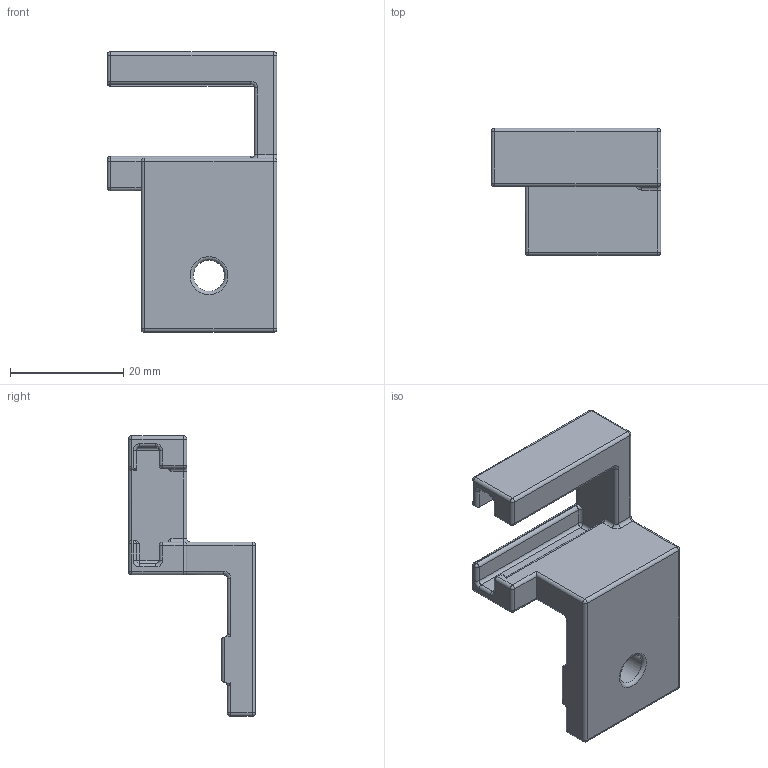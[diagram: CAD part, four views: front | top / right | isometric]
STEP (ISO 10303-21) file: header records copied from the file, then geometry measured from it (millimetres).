
FILE_DESCRIPTION(/* description */ (''),/* implementation_level */ '2;1');
FILE_NAME(/* name */ 'B-Probe_Dock_Hemera_Front-R.stp',/* time_stamp */ '2020-11-23T17:53:13-08:00',/* author */ (''),/* organization */ (''),/* preprocessor_version */ 'ST-DEVELOPER v18.1',/* originating_system */ 'Autodesk Translation Framework v9.3.0.1241',/* authorisation */ '');
FILE_SCHEMA (('AUTOMOTIVE_DESIGN { 1 0 10303 214 3 1 1 }'));
Length unit declared in the file: millimetre
Products named in the file (1): Probe Dock
Bounding box: 30 x 22.45 x 49.6 mm (x, y, z)
Volume: 7776.9 mm3; surface area: 4961.5 mm2
Topology: 1 solids, 1 shells, 141 faces, 312 edges, 173 vertices
Faces by surface type: cylinder 73, plane 29, sphere 21, torus 14, bspline 4
Full cylindrical faces by diameter (mm): 5.5 x1
Entity records: 4150 total; most frequent: CARTESIAN_POINT 978, DIRECTION 708, ORIENTED_EDGE 624, EDGE_CURVE 312, AXIS2_PLACEMENT_3D 277, VERTEX_POINT 173, LINE 154, VECTOR 154
